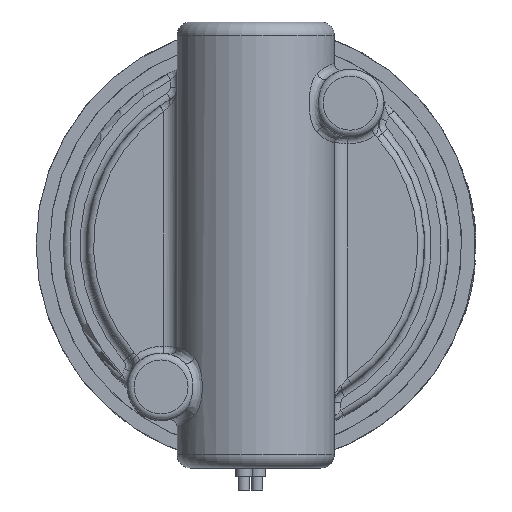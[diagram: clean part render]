
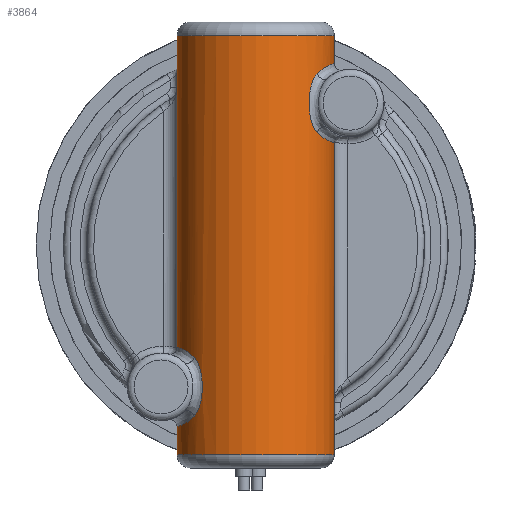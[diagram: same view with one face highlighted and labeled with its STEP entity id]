
A CAD part, front view. The second image highlights one B-rep face of the part: STEP entity #3864.
In plain terms, the highlighted cylindrical face has radius 11.625 mm (diameter 23.25 mm), a partial arc.
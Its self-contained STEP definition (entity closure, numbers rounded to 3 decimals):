
#331=B_SPLINE_CURVE_WITH_KNOTS('',3,(#7426,#7427,#7428,#7429,#7430,#7431),
 .UNSPECIFIED.,.F.,.F.,(4,1,1,4),(-0.873,-0.624,
-0.374,0.),.UNSPECIFIED.);
#333=B_SPLINE_CURVE_WITH_KNOTS('',3,(#7489,#7490,#7491,#7492,#7493,#7494,
#7495,#7496),.UNSPECIFIED.,.F.,.F.,(4,1,1,1,1,4),(-0.99,-0.849,
-0.707,-0.424,-0.141,0.),
 .UNSPECIFIED.);
#336=B_SPLINE_CURVE_WITH_KNOTS('',3,(#7542,#7543,#7544,#7545,#7546),
 .UNSPECIFIED.,.F.,.F.,(4,1,4),(-2.815,-2.316,-1.942),
 .UNSPECIFIED.);
#339=B_SPLINE_CURVE_WITH_KNOTS('',3,(#7582,#7583,#7584,#7585,#7586,#7587),
 .UNSPECIFIED.,.F.,.F.,(4,1,1,4),(-0.873,-0.624,
-0.374,0.),.UNSPECIFIED.);
#340=B_SPLINE_CURVE_WITH_KNOTS('',3,(#7589,#7590,#7591,#7592,#7593,#7594,
#7595,#7596),.UNSPECIFIED.,.F.,.F.,(4,1,1,1,1,4),(-0.99,-0.849,
-0.707,-0.424,-0.141,0.),
 .UNSPECIFIED.);
#341=B_SPLINE_CURVE_WITH_KNOTS('',3,(#7598,#7599,#7600,#7601,#7602),
 .UNSPECIFIED.,.F.,.F.,(4,1,4),(-2.815,-2.316,-1.942),
 .UNSPECIFIED.);
#491=FACE_OUTER_BOUND('',#735,.T.);
#735=EDGE_LOOP('',(#2951,#2952,#2953,#2954,#2955,#2956,#2957,#2958,#2959,
#2960,#2961,#2962));
#964=CIRCLE('',#4281,11.625);
#965=CIRCLE('',#4282,11.625);
#1201=LINE('',#6943,#1394);
#1209=LINE('',#6973,#1402);
#1221=LINE('',#7566,#1414);
#1226=LINE('',#7604,#1419);
#1394=VECTOR('',#4896,10.);
#1402=VECTOR('',#4914,10.);
#1414=VECTOR('',#4990,10.);
#1419=VECTOR('',#4999,10.);
#1645=VERTEX_POINT('',#6940);
#1646=VERTEX_POINT('',#6942);
#1647=VERTEX_POINT('',#6948);
#1653=VERTEX_POINT('',#6971);
#1692=VERTEX_POINT('',#7383);
#1694=VERTEX_POINT('',#7424);
#1696=VERTEX_POINT('',#7487);
#1702=VERTEX_POINT('',#7565);
#1706=VERTEX_POINT('',#7581);
#1707=VERTEX_POINT('',#7588);
#1708=VERTEX_POINT('',#7597);
#1709=VERTEX_POINT('',#7603);
#2072=EDGE_CURVE('',#1645,#1646,#1201,.T.);
#2083=EDGE_CURVE('',#1647,#1653,#1209,.T.);
#2134=EDGE_CURVE('',#1694,#1692,#331,.T.);
#2137=EDGE_CURVE('',#1696,#1694,#333,.T.);
#2141=EDGE_CURVE('',#1646,#1696,#336,.T.);
#2149=EDGE_CURVE('',#1692,#1702,#1221,.T.);
#2155=EDGE_CURVE('',#1647,#1645,#964,.T.);
#2156=EDGE_CURVE('',#1706,#1653,#339,.T.);
#2157=EDGE_CURVE('',#1707,#1706,#340,.T.);
#2158=EDGE_CURVE('',#1708,#1707,#341,.T.);
#2159=EDGE_CURVE('',#1708,#1709,#1226,.T.);
#2160=EDGE_CURVE('',#1702,#1709,#965,.T.);
#2951=ORIENTED_EDGE('',*,*,#2134,.F.);
#2952=ORIENTED_EDGE('',*,*,#2137,.F.);
#2953=ORIENTED_EDGE('',*,*,#2141,.F.);
#2954=ORIENTED_EDGE('',*,*,#2072,.F.);
#2955=ORIENTED_EDGE('',*,*,#2155,.F.);
#2956=ORIENTED_EDGE('',*,*,#2083,.T.);
#2957=ORIENTED_EDGE('',*,*,#2156,.F.);
#2958=ORIENTED_EDGE('',*,*,#2157,.F.);
#2959=ORIENTED_EDGE('',*,*,#2158,.F.);
#2960=ORIENTED_EDGE('',*,*,#2159,.T.);
#2961=ORIENTED_EDGE('',*,*,#2160,.F.);
#2962=ORIENTED_EDGE('',*,*,#2149,.F.);
#3533=CYLINDRICAL_SURFACE('',#4280,11.625);
#3864=ADVANCED_FACE('',(#491),#3533,.T.);
#4280=AXIS2_PLACEMENT_3D('',#7579,#4995,#4996);
#4281=AXIS2_PLACEMENT_3D('',#7580,#4997,#4998);
#4282=AXIS2_PLACEMENT_3D('',#7605,#5000,#5001);
#4896=DIRECTION('',(0.,0.,1.));
#4914=DIRECTION('',(0.,0.,1.));
#4990=DIRECTION('',(0.,0.,1.));
#4995=DIRECTION('center_axis',(0.,0.,1.));
#4996=DIRECTION('ref_axis',(1.,0.,0.));
#4997=DIRECTION('center_axis',(0.,0.,-1.));
#4998=DIRECTION('ref_axis',(0.,-1.,0.));
#4999=DIRECTION('',(0.,0.,1.));
#5000=DIRECTION('center_axis',(0.,0.,1.));
#5001=DIRECTION('ref_axis',(0.,-1.,0.));
#6940=CARTESIAN_POINT('',(-11.625,0.,-31.));
#6942=CARTESIAN_POINT('',(-11.625,0.,-26.84));
#6943=CARTESIAN_POINT('',(-11.625,0.,0.));
#6948=CARTESIAN_POINT('',(11.625,0.,-31.));
#6971=CARTESIAN_POINT('',(11.625,0.,15.16));
#6973=CARTESIAN_POINT('',(11.625,0.,0.));
#7383=CARTESIAN_POINT('',(-11.625,0.,-15.16));
#7424=CARTESIAN_POINT('',(-9.086,-7.251,-16.65));
#7426=CARTESIAN_POINT('Ctrl Pts',(-9.086,-7.251,-16.65));
#7427=CARTESIAN_POINT('Ctrl Pts',(-9.497,-6.736,-16.226));
#7428=CARTESIAN_POINT('Ctrl Pts',(-10.309,-5.528,-15.643));
#7429=CARTESIAN_POINT('Ctrl Pts',(-11.338,-3.064,-15.216));
#7430=CARTESIAN_POINT('Ctrl Pts',(-11.625,-1.148,-15.16));
#7431=CARTESIAN_POINT('Ctrl Pts',(-11.625,0.,-15.16));
#7487=CARTESIAN_POINT('',(-9.086,-7.251,-25.35));
#7489=CARTESIAN_POINT('Ctrl Pts',(-9.086,-7.251,-25.35));
#7490=CARTESIAN_POINT('Ctrl Pts',(-8.853,-7.543,-25.11));
#7491=CARTESIAN_POINT('Ctrl Pts',(-8.445,-7.999,-24.41));
#7492=CARTESIAN_POINT('Ctrl Pts',(-7.937,-8.501,-22.669));
#7493=CARTESIAN_POINT('Ctrl Pts',(-7.795,-8.618,-20.283));
#7494=CARTESIAN_POINT('Ctrl Pts',(-8.242,-8.221,-17.954));
#7495=CARTESIAN_POINT('Ctrl Pts',(-8.853,-7.543,-16.89));
#7496=CARTESIAN_POINT('Ctrl Pts',(-9.086,-7.251,-16.65));
#7542=CARTESIAN_POINT('Ctrl Pts',(-11.625,0.,-26.84));
#7543=CARTESIAN_POINT('Ctrl Pts',(-11.625,-1.531,-26.84));
#7544=CARTESIAN_POINT('Ctrl Pts',(-11.085,-4.217,-26.761));
#7545=CARTESIAN_POINT('Ctrl Pts',(-9.703,-6.479,-25.986));
#7546=CARTESIAN_POINT('Ctrl Pts',(-9.086,-7.251,-25.35));
#7565=CARTESIAN_POINT('',(-11.625,0.,31.));
#7566=CARTESIAN_POINT('',(-11.625,0.,0.));
#7579=CARTESIAN_POINT('Origin',(0.,0.,0.));
#7580=CARTESIAN_POINT('Origin',(0.,0.,-31.));
#7581=CARTESIAN_POINT('',(9.086,-7.251,16.65));
#7582=CARTESIAN_POINT('Ctrl Pts',(9.086,-7.251,16.65));
#7583=CARTESIAN_POINT('Ctrl Pts',(9.497,-6.736,16.226));
#7584=CARTESIAN_POINT('Ctrl Pts',(10.309,-5.528,15.643));
#7585=CARTESIAN_POINT('Ctrl Pts',(11.338,-3.064,15.216));
#7586=CARTESIAN_POINT('Ctrl Pts',(11.625,-1.148,15.16));
#7587=CARTESIAN_POINT('Ctrl Pts',(11.625,0.,15.16));
#7588=CARTESIAN_POINT('',(9.086,-7.251,25.35));
#7589=CARTESIAN_POINT('Ctrl Pts',(9.086,-7.251,25.35));
#7590=CARTESIAN_POINT('Ctrl Pts',(8.853,-7.543,25.11));
#7591=CARTESIAN_POINT('Ctrl Pts',(8.445,-7.999,24.41));
#7592=CARTESIAN_POINT('Ctrl Pts',(7.937,-8.501,22.669));
#7593=CARTESIAN_POINT('Ctrl Pts',(7.795,-8.618,20.283));
#7594=CARTESIAN_POINT('Ctrl Pts',(8.242,-8.221,17.954));
#7595=CARTESIAN_POINT('Ctrl Pts',(8.853,-7.543,16.89));
#7596=CARTESIAN_POINT('Ctrl Pts',(9.086,-7.251,16.65));
#7597=CARTESIAN_POINT('',(11.625,0.,26.84));
#7598=CARTESIAN_POINT('Ctrl Pts',(11.625,0.,26.84));
#7599=CARTESIAN_POINT('Ctrl Pts',(11.625,-1.531,26.84));
#7600=CARTESIAN_POINT('Ctrl Pts',(11.085,-4.217,26.761));
#7601=CARTESIAN_POINT('Ctrl Pts',(9.703,-6.479,25.986));
#7602=CARTESIAN_POINT('Ctrl Pts',(9.086,-7.251,25.35));
#7603=CARTESIAN_POINT('',(11.625,0.,31.));
#7604=CARTESIAN_POINT('',(11.625,0.,0.));
#7605=CARTESIAN_POINT('Origin',(0.,0.,31.));
